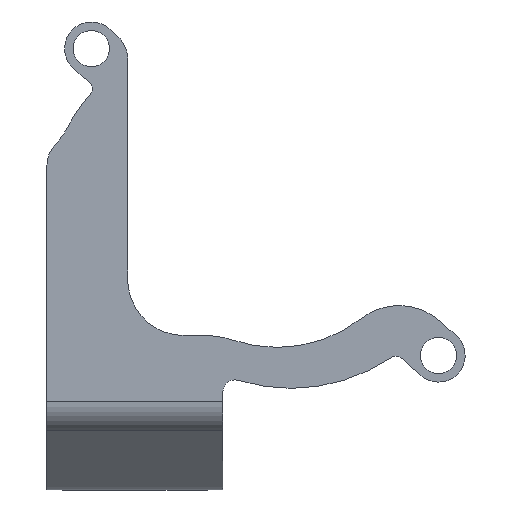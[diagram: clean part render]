
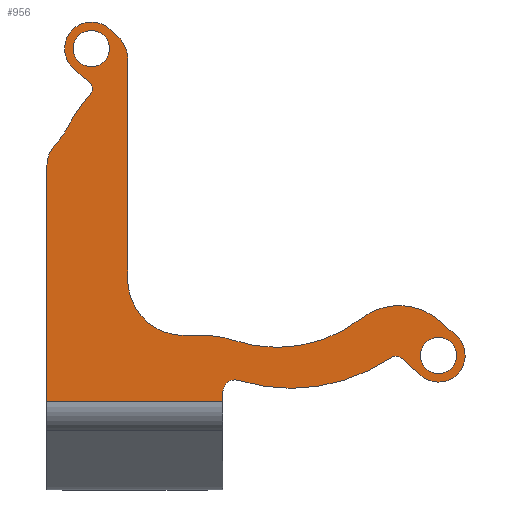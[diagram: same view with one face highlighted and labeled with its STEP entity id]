
A CAD part, front view. The second image highlights one B-rep face of the part: STEP entity #956.
In plain terms, the highlighted planar face has unit normal (0, -1, 0).
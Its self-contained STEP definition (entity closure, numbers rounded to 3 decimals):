
#17=FACE_BOUND('',#154,.T.);
#18=FACE_BOUND('',#155,.T.);
#50=CIRCLE('',#1017,4.);
#67=CIRCLE('',#1036,6.737);
#68=CIRCLE('',#1038,1.505);
#69=CIRCLE('',#1039,22.068);
#70=CIRCLE('',#1040,1.);
#71=CIRCLE('',#1041,3.3);
#72=CIRCLE('',#1042,7.606);
#73=CIRCLE('',#1043,17.);
#74=CIRCLE('',#1044,10.502);
#75=CIRCLE('',#1045,7.);
#76=CIRCLE('',#1046,3.573);
#77=CIRCLE('',#1047,3.3);
#78=CIRCLE('',#1048,1.);
#79=CIRCLE('',#1049,21.903);
#80=CIRCLE('',#1050,2.25);
#81=CIRCLE('',#1051,2.25);
#101=FACE_OUTER_BOUND('',#153,.T.);
#153=EDGE_LOOP('',(#706,#707,#708,#709,#710,#711,#712,#713,#714,#715,#716,
#717,#718,#719,#720,#721,#722,#723,#724,#725,#726,#727,#728));
#154=EDGE_LOOP('',(#729));
#155=EDGE_LOOP('',(#730));
#214=LINE('',#1440,#310);
#238=LINE('',#1523,#334);
#239=LINE('',#1525,#335);
#240=LINE('',#1533,#336);
#241=LINE('',#1537,#337);
#242=LINE('',#1545,#338);
#243=LINE('',#1549,#339);
#244=LINE('',#1553,#340);
#245=LINE('',#1557,#341);
#310=VECTOR('',#1136,10.);
#334=VECTOR('',#1208,10.);
#335=VECTOR('',#1209,10.);
#336=VECTOR('',#1216,10.);
#337=VECTOR('',#1219,10.);
#338=VECTOR('',#1226,10.);
#339=VECTOR('',#1229,10.);
#340=VECTOR('',#1232,10.);
#341=VECTOR('',#1235,10.);
#409=VERTEX_POINT('',#1437);
#410=VERTEX_POINT('',#1439);
#419=VERTEX_POINT('',#1463);
#444=VERTEX_POINT('',#1518);
#445=VERTEX_POINT('',#1522);
#446=VERTEX_POINT('',#1524);
#447=VERTEX_POINT('',#1526);
#448=VERTEX_POINT('',#1528);
#449=VERTEX_POINT('',#1530);
#450=VERTEX_POINT('',#1532);
#451=VERTEX_POINT('',#1534);
#452=VERTEX_POINT('',#1536);
#453=VERTEX_POINT('',#1538);
#454=VERTEX_POINT('',#1540);
#455=VERTEX_POINT('',#1542);
#456=VERTEX_POINT('',#1544);
#457=VERTEX_POINT('',#1546);
#458=VERTEX_POINT('',#1548);
#459=VERTEX_POINT('',#1550);
#460=VERTEX_POINT('',#1552);
#461=VERTEX_POINT('',#1554);
#462=VERTEX_POINT('',#1556);
#463=VERTEX_POINT('',#1558);
#464=VERTEX_POINT('',#1561);
#465=VERTEX_POINT('',#1563);
#508=EDGE_CURVE('',#410,#409,#214,.T.);
#520=EDGE_CURVE('',#410,#419,#50,.T.);
#548=EDGE_CURVE('',#444,#419,#67,.T.);
#550=EDGE_CURVE('',#445,#409,#238,.T.);
#551=EDGE_CURVE('',#445,#446,#239,.T.);
#552=EDGE_CURVE('',#446,#447,#68,.T.);
#553=EDGE_CURVE('',#447,#448,#69,.T.);
#554=EDGE_CURVE('',#448,#449,#70,.T.);
#555=EDGE_CURVE('',#449,#450,#240,.T.);
#556=EDGE_CURVE('',#450,#451,#71,.T.);
#557=EDGE_CURVE('',#451,#452,#241,.T.);
#558=EDGE_CURVE('',#452,#453,#72,.T.);
#559=EDGE_CURVE('',#453,#454,#73,.T.);
#560=EDGE_CURVE('',#454,#455,#74,.T.);
#561=EDGE_CURVE('',#455,#456,#242,.T.);
#562=EDGE_CURVE('',#456,#457,#75,.T.);
#563=EDGE_CURVE('',#457,#458,#243,.T.);
#564=EDGE_CURVE('',#458,#459,#76,.T.);
#565=EDGE_CURVE('',#459,#460,#244,.T.);
#566=EDGE_CURVE('',#460,#461,#77,.T.);
#567=EDGE_CURVE('',#461,#462,#245,.T.);
#568=EDGE_CURVE('',#462,#463,#78,.T.);
#569=EDGE_CURVE('',#463,#444,#79,.T.);
#570=EDGE_CURVE('',#464,#464,#80,.T.);
#571=EDGE_CURVE('',#465,#465,#81,.T.);
#706=ORIENTED_EDGE('',*,*,#520,.F.);
#707=ORIENTED_EDGE('',*,*,#508,.T.);
#708=ORIENTED_EDGE('',*,*,#550,.F.);
#709=ORIENTED_EDGE('',*,*,#551,.T.);
#710=ORIENTED_EDGE('',*,*,#552,.T.);
#711=ORIENTED_EDGE('',*,*,#553,.T.);
#712=ORIENTED_EDGE('',*,*,#554,.T.);
#713=ORIENTED_EDGE('',*,*,#555,.T.);
#714=ORIENTED_EDGE('',*,*,#556,.T.);
#715=ORIENTED_EDGE('',*,*,#557,.T.);
#716=ORIENTED_EDGE('',*,*,#558,.T.);
#717=ORIENTED_EDGE('',*,*,#559,.T.);
#718=ORIENTED_EDGE('',*,*,#560,.T.);
#719=ORIENTED_EDGE('',*,*,#561,.T.);
#720=ORIENTED_EDGE('',*,*,#562,.T.);
#721=ORIENTED_EDGE('',*,*,#563,.T.);
#722=ORIENTED_EDGE('',*,*,#564,.T.);
#723=ORIENTED_EDGE('',*,*,#565,.T.);
#724=ORIENTED_EDGE('',*,*,#566,.T.);
#725=ORIENTED_EDGE('',*,*,#567,.T.);
#726=ORIENTED_EDGE('',*,*,#568,.T.);
#727=ORIENTED_EDGE('',*,*,#569,.T.);
#728=ORIENTED_EDGE('',*,*,#548,.T.);
#729=ORIENTED_EDGE('',*,*,#570,.T.);
#730=ORIENTED_EDGE('',*,*,#571,.T.);
#927=PLANE('',#1037);
#956=ADVANCED_FACE('',(#101,#17,#18),#927,.T.);
#1017=AXIS2_PLACEMENT_3D('',#1464,#1154,#1155);
#1036=AXIS2_PLACEMENT_3D('',#1519,#1203,#1204);
#1037=AXIS2_PLACEMENT_3D('',#1521,#1206,#1207);
#1038=AXIS2_PLACEMENT_3D('',#1527,#1210,#1211);
#1039=AXIS2_PLACEMENT_3D('',#1529,#1212,#1213);
#1040=AXIS2_PLACEMENT_3D('',#1531,#1214,#1215);
#1041=AXIS2_PLACEMENT_3D('',#1535,#1217,#1218);
#1042=AXIS2_PLACEMENT_3D('',#1539,#1220,#1221);
#1043=AXIS2_PLACEMENT_3D('',#1541,#1222,#1223);
#1044=AXIS2_PLACEMENT_3D('',#1543,#1224,#1225);
#1045=AXIS2_PLACEMENT_3D('',#1547,#1227,#1228);
#1046=AXIS2_PLACEMENT_3D('',#1551,#1230,#1231);
#1047=AXIS2_PLACEMENT_3D('',#1555,#1233,#1234);
#1048=AXIS2_PLACEMENT_3D('',#1559,#1236,#1237);
#1049=AXIS2_PLACEMENT_3D('',#1560,#1238,#1239);
#1050=AXIS2_PLACEMENT_3D('',#1562,#1240,#1241);
#1051=AXIS2_PLACEMENT_3D('',#1564,#1242,#1243);
#1136=DIRECTION('',(0.,0.,-1.));
#1154=DIRECTION('center_axis',(0.,1.,0.));
#1155=DIRECTION('ref_axis',(-0.924,0.,0.383));
#1203=DIRECTION('center_axis',(0.,1.,0.));
#1204=DIRECTION('ref_axis',(-0.145,0.,0.989));
#1206=DIRECTION('center_axis',(0.,-1.,0.));
#1207=DIRECTION('ref_axis',(1.,0.,0.));
#1208=DIRECTION('',(-1.,0.,0.));
#1209=DIRECTION('',(0.,0.,1.));
#1210=DIRECTION('center_axis',(0.,1.,0.));
#1211=DIRECTION('ref_axis',(-0.294,0.,-0.956));
#1212=DIRECTION('center_axis',(0.,-1.,0.));
#1213=DIRECTION('ref_axis',(-0.3,0.,-0.954));
#1214=DIRECTION('center_axis',(0.,1.,0.));
#1215=DIRECTION('ref_axis',(-0.662,0.,-0.749));
#1216=DIRECTION('',(0.749,0.,-0.662));
#1217=DIRECTION('center_axis',(0.,-1.,0.));
#1218=DIRECTION('ref_axis',(-0.662,0.,-0.749));
#1219=DIRECTION('',(-0.749,0.,0.662));
#1220=DIRECTION('center_axis',(0.,-1.,0.));
#1221=DIRECTION('ref_axis',(0.662,0.,0.749));
#1222=DIRECTION('center_axis',(0.,1.,0.));
#1223=DIRECTION('ref_axis',(0.322,0.,0.947));
#1224=DIRECTION('center_axis',(0.,-1.,0.));
#1225=DIRECTION('ref_axis',(0.322,0.,0.947));
#1226=DIRECTION('',(-1.,0.,0.));
#1227=DIRECTION('center_axis',(0.,1.,0.));
#1228=DIRECTION('ref_axis',(1.,0.,0.));
#1229=DIRECTION('',(0.,0.,1.));
#1230=DIRECTION('center_axis',(0.,-1.,0.));
#1231=DIRECTION('ref_axis',(-1.,0.,0.));
#1232=DIRECTION('',(-0.749,0.,0.662));
#1233=DIRECTION('center_axis',(0.,-1.,0.));
#1234=DIRECTION('ref_axis',(-0.662,0.,-0.749));
#1235=DIRECTION('',(0.749,0.,-0.662));
#1236=DIRECTION('center_axis',(0.,1.,0.));
#1237=DIRECTION('ref_axis',(0.826,0.,-0.563));
#1238=DIRECTION('center_axis',(0.,-1.,0.));
#1239=DIRECTION('ref_axis',(-0.751,0.,0.66));
#1240=DIRECTION('center_axis',(0.,1.,0.));
#1241=DIRECTION('ref_axis',(-1.,0.,0.));
#1242=DIRECTION('center_axis',(0.,1.,0.));
#1243=DIRECTION('ref_axis',(-1.,0.,0.));
#1437=CARTESIAN_POINT('',(-10.9,-9.8,3.848));
#1439=CARTESIAN_POINT('',(-10.9,-9.8,32.996));
#1440=CARTESIAN_POINT('',(-10.9,-9.8,22.613));
#1463=CARTESIAN_POINT('',(-9.725,-9.8,35.827));
#1464=CARTESIAN_POINT('Origin',(-6.9,-9.8,32.996));
#1518=CARTESIAN_POINT('',(-8.489,-9.8,37.523));
#1519=CARTESIAN_POINT('Origin',(-14.484,-9.8,40.596));
#1521=CARTESIAN_POINT('Origin',(-10.9,-9.8,0.));
#1522=CARTESIAN_POINT('',(10.9,-9.8,3.848));
#1523=CARTESIAN_POINT('',(-8.175,-9.8,3.848));
#1524=CARTESIAN_POINT('',(10.9,-9.8,5.));
#1525=CARTESIAN_POINT('',(10.9,-9.8,0.));
#1526=CARTESIAN_POINT('',(12.847,-9.8,6.439));
#1527=CARTESIAN_POINT('Origin',(12.405,-9.8,5.));
#1528=CARTESIAN_POINT('',(31.752,-9.8,9.291));
#1529=CARTESIAN_POINT('Origin',(19.332,-9.8,27.533));
#1530=CARTESIAN_POINT('',(32.977,-9.8,9.214));
#1531=CARTESIAN_POINT('Origin',(32.315,-9.8,8.465));
#1532=CARTESIAN_POINT('',(35.415,-9.8,7.06));
#1533=CARTESIAN_POINT('',(32.977,-9.8,9.214));
#1534=CARTESIAN_POINT('',(39.785,-9.8,12.005));
#1535=CARTESIAN_POINT('Origin',(37.6,-9.8,9.533));
#1536=CARTESIAN_POINT('',(37.744,-9.8,13.809));
#1537=CARTESIAN_POINT('',(39.785,-9.8,12.005));
#1538=CARTESIAN_POINT('',(28.037,-9.8,14.114));
#1539=CARTESIAN_POINT('Origin',(32.707,-9.8,8.11));
#1540=CARTESIAN_POINT('',(12.121,-9.8,11.44));
#1541=CARTESIAN_POINT('Origin',(17.6,-9.8,27.533));
#1542=CARTESIAN_POINT('',(8.736,-9.8,12.));
#1543=CARTESIAN_POINT('Origin',(8.736,-9.8,1.498));
#1544=CARTESIAN_POINT('',(6.1,-9.8,12.));
#1545=CARTESIAN_POINT('',(8.736,-9.8,12.));
#1546=CARTESIAN_POINT('',(-0.9,-9.8,19.));
#1547=CARTESIAN_POINT('Origin',(6.1,-9.8,19.));
#1548=CARTESIAN_POINT('',(-0.9,-9.8,46.349));
#1549=CARTESIAN_POINT('',(-0.9,-9.8,5.));
#1550=CARTESIAN_POINT('',(-2.107,-9.8,49.026));
#1551=CARTESIAN_POINT('Origin',(-4.473,-9.8,46.349));
#1552=CARTESIAN_POINT('',(-3.215,-9.8,50.005));
#1553=CARTESIAN_POINT('',(8.142,-9.8,39.969));
#1554=CARTESIAN_POINT('',(-7.585,-9.8,45.06));
#1555=CARTESIAN_POINT('Origin',(-5.4,-9.8,47.533));
#1556=CARTESIAN_POINT('',(-5.607,-9.8,43.311));
#1557=CARTESIAN_POINT('',(2.664,-9.8,36.003));
#1558=CARTESIAN_POINT('',(-5.443,-9.8,41.999));
#1559=CARTESIAN_POINT('Origin',(-6.269,-9.8,42.562));
#1560=CARTESIAN_POINT('Origin',(11.003,-9.8,27.533));
#1561=CARTESIAN_POINT('',(-3.15,-9.8,47.533));
#1562=CARTESIAN_POINT('Origin',(-5.4,-9.8,47.533));
#1563=CARTESIAN_POINT('',(39.85,-9.8,9.533));
#1564=CARTESIAN_POINT('Origin',(37.6,-9.8,9.533));
